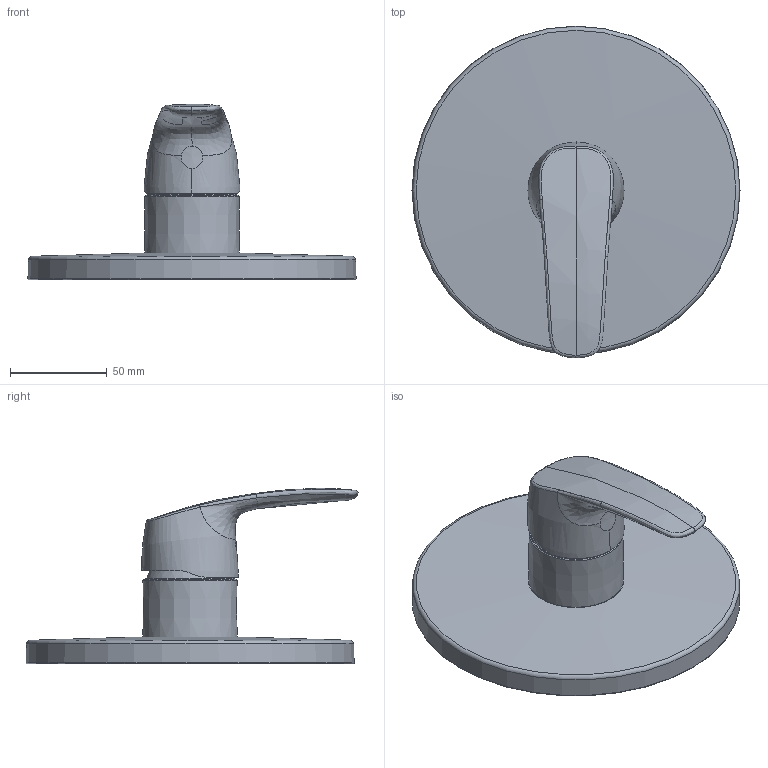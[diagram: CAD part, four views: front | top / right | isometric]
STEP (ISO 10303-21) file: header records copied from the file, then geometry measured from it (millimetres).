
FILE_DESCRIPTION (( 'STEP AP203' ), '1' );
FILE_NAME ('1064C(2017)+85279183.STEP', '2017-03-09T05:41:47', ( '' ), ( '' ), 'SwSTEP 2.0', 'SolidWorks 2016', '' );
FILE_SCHEMA (( 'CONFIG_CONTROL_DESIGN' ));
Length unit declared in the file: millimetre
Products named in the file (1): 1064C(2017)+85279183
Bounding box: 170 x 172.01 x 90.94 mm (x, y, z)
Volume: 430107.8 mm3; surface area: 65781.7 mm2
Topology: 1 solids, 1 shells, 35 faces, 84 edges, 55 vertices
Faces by surface type: bspline 15, plane 7, cylinder 5, torus 4, sphere 2, cone 2
Entity records: 7987 total; most frequent: CARTESIAN_POINT 7268, ORIENTED_EDGE 152, DIRECTION 78, EDGE_CURVE 76, B_SPLINE_CURVE_WITH_KNOTS 54, VERTEX_POINT 53, EDGE_LOOP 45, FACE_OUTER_BOUND 41
